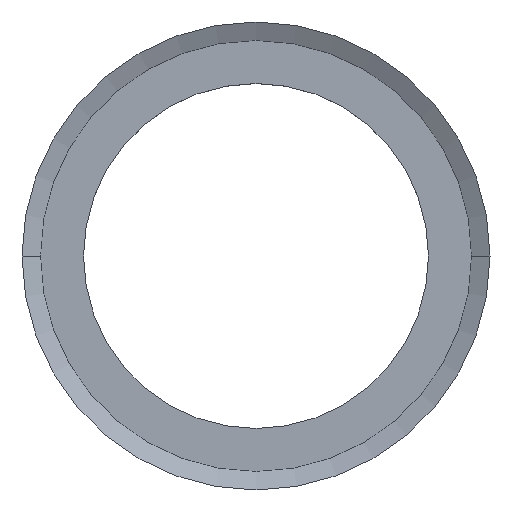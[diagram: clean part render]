
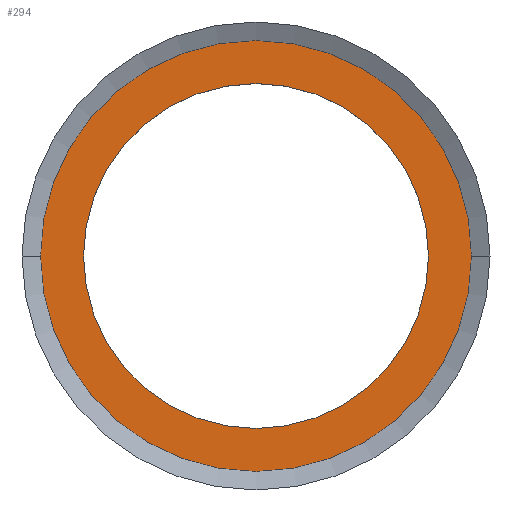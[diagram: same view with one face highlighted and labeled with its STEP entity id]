
A CAD part, top view. The second image highlights one B-rep face of the part: STEP entity #294.
In plain terms, the highlighted planar face has unit normal (0, 0, 1).
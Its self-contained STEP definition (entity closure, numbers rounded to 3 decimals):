
#3 = CARTESIAN_POINT ( 'NONE',  ( 0., 0., -0.91 ) ) ;
#10 = PLANE ( 'NONE',  #88 ) ;
#28 = DIRECTION ( 'NONE',  ( 1., 0., 0. ) ) ;
#31 = CARTESIAN_POINT ( 'NONE',  ( 0., 0., -0.91 ) ) ;
#35 = DIRECTION ( 'NONE',  ( -1., 0., 0. ) ) ;
#56 = DIRECTION ( 'NONE',  ( 1., 0., 0. ) ) ;
#57 = CIRCLE ( 'NONE', #156, 18.28 ) ;
#62 = VERTEX_POINT ( 'NONE', #230 ) ;
#67 = AXIS2_PLACEMENT_3D ( 'NONE', #288, #142, #314 ) ;
#70 = EDGE_CURVE ( 'NONE', #172, #282, #139, .T. ) ;
#83 = ORIENTED_EDGE ( 'NONE', *, *, #205, .F. ) ;
#88 = AXIS2_PLACEMENT_3D ( 'NONE', #273, #178, #35 ) ;
#90 = VERTEX_POINT ( 'NONE', #96 ) ;
#96 = CARTESIAN_POINT ( 'NONE',  ( 18.28, 0., -0.91 ) ) ;
#122 = DIRECTION ( 'NONE',  ( 0., 0., 1. ) ) ;
#127 = ORIENTED_EDGE ( 'NONE', *, *, #162, .F. ) ;
#132 = EDGE_LOOP ( 'NONE', ( #83, #127 ) ) ;
#139 = CIRCLE ( 'NONE', #67, 22.85 ) ;
#141 = FACE_OUTER_BOUND ( 'NONE', #285, .T. ) ;
#142 = DIRECTION ( 'NONE',  ( 0., 0., 1. ) ) ;
#156 = AXIS2_PLACEMENT_3D ( 'NONE', #3, #170, #28 ) ;
#162 = EDGE_CURVE ( 'NONE', #62, #90, #57, .T. ) ;
#164 = CIRCLE ( 'NONE', #233, 22.85 ) ;
#170 = DIRECTION ( 'NONE',  ( 0., 0., 1. ) ) ;
#172 = VERTEX_POINT ( 'NONE', #212 ) ;
#178 = DIRECTION ( 'NONE',  ( 0., 0., -1. ) ) ;
#196 = DIRECTION ( 'NONE',  ( 0., 0., 1. ) ) ;
#198 = FACE_BOUND ( 'NONE', #132, .T. ) ;
#199 = ORIENTED_EDGE ( 'NONE', *, *, #70, .T. ) ;
#205 = EDGE_CURVE ( 'NONE', #90, #62, #243, .T. ) ;
#211 = ORIENTED_EDGE ( 'NONE', *, *, #223, .T. ) ;
#212 = CARTESIAN_POINT ( 'NONE',  ( -22.85, 0., -0.91 ) ) ;
#215 = AXIS2_PLACEMENT_3D ( 'NONE', #269, #122, #296 ) ;
#218 = CARTESIAN_POINT ( 'NONE',  ( 22.85, 0., -0.91 ) ) ;
#223 = EDGE_CURVE ( 'NONE', #282, #172, #164, .T. ) ;
#230 = CARTESIAN_POINT ( 'NONE',  ( -18.28, 0., -0.91 ) ) ;
#233 = AXIS2_PLACEMENT_3D ( 'NONE', #31, #196, #56 ) ;
#243 = CIRCLE ( 'NONE', #215, 18.28 ) ;
#269 = CARTESIAN_POINT ( 'NONE',  ( 0., 0., -0.91 ) ) ;
#273 = CARTESIAN_POINT ( 'NONE',  ( -18.28, 0., -0.91 ) ) ;
#282 = VERTEX_POINT ( 'NONE', #218 ) ;
#285 = EDGE_LOOP ( 'NONE', ( #211, #199 ) ) ;
#288 = CARTESIAN_POINT ( 'NONE',  ( 0., 0., -0.91 ) ) ;
#294 = ADVANCED_FACE ( 'NONE', ( #198, #141 ), #10, .F. ) ;
#296 = DIRECTION ( 'NONE',  ( 1., 0., 0. ) ) ;
#314 = DIRECTION ( 'NONE',  ( 1., 0., 0. ) ) ;
